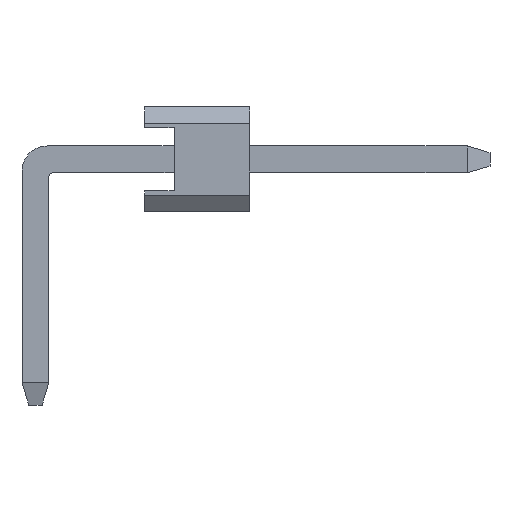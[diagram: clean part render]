
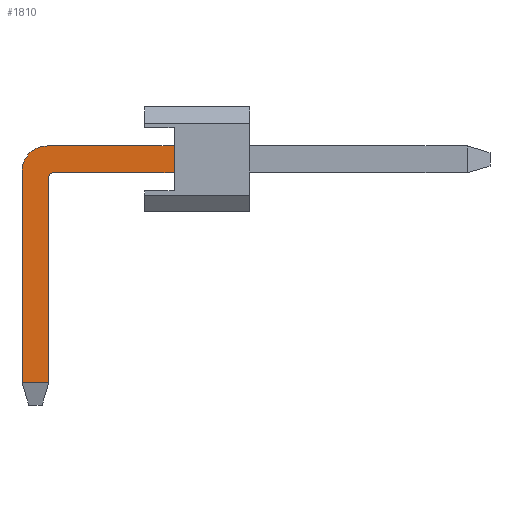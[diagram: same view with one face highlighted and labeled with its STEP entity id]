
A CAD part, left-side view. The second image highlights one B-rep face of the part: STEP entity #1810.
In plain terms, the highlighted planar face has unit normal (-1, 0, 0).
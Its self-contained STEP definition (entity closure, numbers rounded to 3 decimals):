
#1472=VERTEX_POINT('',#4263);
#1696=EDGE_CURVE('',#2594,#2386,#4507,.T.);
#1722=EDGE_CURVE('',#3194,#2660,#4536,.T.);
#1756=VERTEX_POINT('',#4575);
#1810=ADVANCED_FACE('',(#4637),#4638,.F.);
#2054=EDGE_CURVE('',#2490,#3268,#4895,.T.);
#2226=EDGE_CURVE('',#3048,#2484,#5083,.T.);
#2386=VERTEX_POINT('',#5257);
#2420=EDGE_CURVE('',#2484,#2594,#5295,.T.);
#2474=EDGE_CURVE('',#1756,#3194,#5354,.T.);
#2484=VERTEX_POINT('',#5364);
#2490=VERTEX_POINT('',#5371);
#2562=EDGE_CURVE('',#2386,#2490,#5450,.T.);
#2594=VERTEX_POINT('',#5485);
#2660=VERTEX_POINT('',#5556);
#2802=EDGE_CURVE('',#1472,#3048,#5708,.T.);
#3048=VERTEX_POINT('',#5983);
#3194=VERTEX_POINT('',#6141);
#3204=EDGE_CURVE('',#2660,#3268,#6151,.T.);
#3268=VERTEX_POINT('',#6222);
#3810=EDGE_CURVE('',#1472,#1756,#6830,.T.);
#4263=CARTESIAN_POINT('',(-9.21,2.92,-0.28));
#4507=LINE('',#7696,#7697);
#4536=LINE('',#7737,#7738);
#4575=CARTESIAN_POINT('',(-9.21,2.32,0.32));
#4637=FACE_OUTER_BOUND('',#7873,.T.);
#4638=PLANE('',#7874);
#4895=CIRCLE('',#8263,0.1);
#5083=LINE('',#8536,#8537);
#5257=CARTESIAN_POINT('',(-9.21,2.28,-5.304));
#5295=LINE('',#8831,#8832);
#5354=LINE('',#8920,#8921);
#5364=CARTESIAN_POINT('',(-9.21,2.92,-5.304));
#5371=CARTESIAN_POINT('',(-9.21,2.28,-0.42));
#5450=LINE('',#9060,#9061);
#5485=CARTESIAN_POINT('',(-9.21,2.28,-5.304));
#5556=CARTESIAN_POINT('',(-9.21,-0.7,-0.32));
#5708=LINE('',#9433,#9434);
#5983=CARTESIAN_POINT('',(-9.21,2.92,-5.304));
#6141=CARTESIAN_POINT('',(-9.21,-0.7,0.32));
#6151=LINE('',#10066,#10067);
#6222=CARTESIAN_POINT('',(-9.21,2.18,-0.32));
#6830=CIRCLE('',#11026,0.6);
#7696=CARTESIAN_POINT('',(-9.21,2.44,-5.85));
#7697=VECTOR('',#11872,1.0);
#7737=CARTESIAN_POINT('',(-9.21,-0.7,-0.535));
#7738=VECTOR('',#11904,1.0);
#7873=EDGE_LOOP('',(#12040,#12041,#12042,#12043,#12044,#12045,#12046,#12047,#12048,#12049));
#7874=AXIS2_PLACEMENT_3D('',#12050,#12051,#12052);
#8263=AXIS2_PLACEMENT_3D('',#12246,#12247,#12248);
#8536=CARTESIAN_POINT('',(-9.21,2.92,-5.304));
#8537=VECTOR('',#12466,1.0);
#8831=CARTESIAN_POINT('',(-9.21,1.311,-5.304));
#8832=VECTOR('',#12669,1.0);
#8920=CARTESIAN_POINT('',(-9.21,2.32,0.32));
#8921=VECTOR('',#12724,1.0);
#9060=CARTESIAN_POINT('',(-9.21,2.28,-5.304));
#9061=VECTOR('',#12819,1.0);
#9433=CARTESIAN_POINT('',(-9.21,2.92,-0.28));
#9434=VECTOR('',#13047,1.0);
#10066=CARTESIAN_POINT('',(-9.21,-7.674,-0.32));
#10067=VECTOR('',#13525,1.0);
#11026=AXIS2_PLACEMENT_3D('',#14281,#14282,#14283);
#11872=DIRECTION('',(0.,-0.281,0.96));
#11904=DIRECTION('',(0.,0.,-1.0));
#12040=ORIENTED_EDGE('',*,*,#1722,.F.);
#12041=ORIENTED_EDGE('',*,*,#2474,.F.);
#12042=ORIENTED_EDGE('',*,*,#3810,.F.);
#12043=ORIENTED_EDGE('',*,*,#2802,.T.);
#12044=ORIENTED_EDGE('',*,*,#2226,.T.);
#12045=ORIENTED_EDGE('',*,*,#2420,.T.);
#12046=ORIENTED_EDGE('',*,*,#1696,.T.);
#12047=ORIENTED_EDGE('',*,*,#2562,.T.);
#12048=ORIENTED_EDGE('',*,*,#2054,.T.);
#12049=ORIENTED_EDGE('',*,*,#3204,.F.);
#12050=CARTESIAN_POINT('',(-9.21,-0.977,-1.07));
#12051=DIRECTION('',(1.0,0.,0.));
#12052=DIRECTION('',(0.,0.,1.0));
#12246=CARTESIAN_POINT('',(-9.21,2.18,-0.42));
#12247=DIRECTION('',(1.0,0.,0.));
#12248=DIRECTION('',(0.,0.,1.0));
#12466=DIRECTION('',(0.,-0.281,-0.96));
#12669=DIRECTION('',(0.,-1.0,0.));
#12724=DIRECTION('',(0.,-1.0,0.));
#12819=DIRECTION('',(0.,0.,1.0));
#13047=DIRECTION('',(0.,0.,-1.0));
#13525=DIRECTION('',(0.,1.0,0.));
#14281=CARTESIAN_POINT('',(-9.21,2.32,-0.28));
#14282=DIRECTION('',(1.0,0.,0.));
#14283=DIRECTION('',(0.,0.,1.0));
